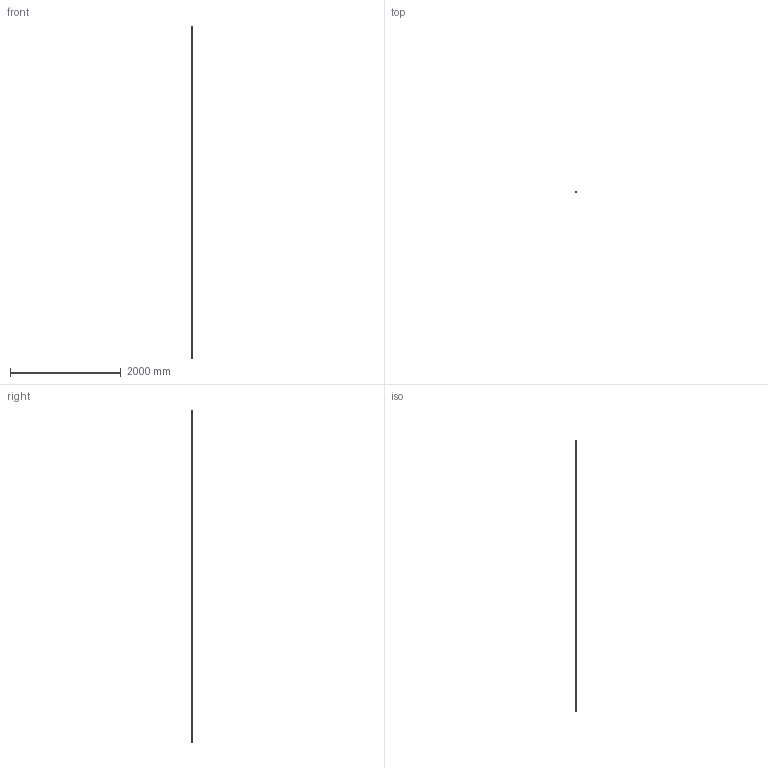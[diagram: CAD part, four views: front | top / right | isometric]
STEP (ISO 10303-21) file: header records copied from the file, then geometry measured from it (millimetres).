
FILE_DESCRIPTION (( 'STEP AP203' ), '1' );
FILE_NAME ('6980-6.step', '2021-12-22T10:28:42', ( '' ), ( '' ), 'SwSTEP 2.0', 'SolidWorks 2018', '' );
FILE_SCHEMA (( 'CONFIG_CONTROL_DESIGN' ));
Products named in the file (2): 6980-6
Bounding box: 20 x 20 x 6000 mm (x, y, z)
Volume: 808558.3 mm3; surface area: 815276 mm2
Topology: 1 solids, 1 shells, 4813 faces, 11960 edges, 7172 vertices
Faces by surface type: cylinder 2306, torus 2304, plane 102, bspline 101
Entity records: 281487 total; most frequent: CARTESIAN_POINT 182948, ORIENTED_EDGE 23920, DIRECTION 14402, EDGE_CURVE 11960, VERTEX_POINT 7172, B_SPLINE_CURVE_WITH_KNOTS 7006, VECTOR 4934, LINE 4934
